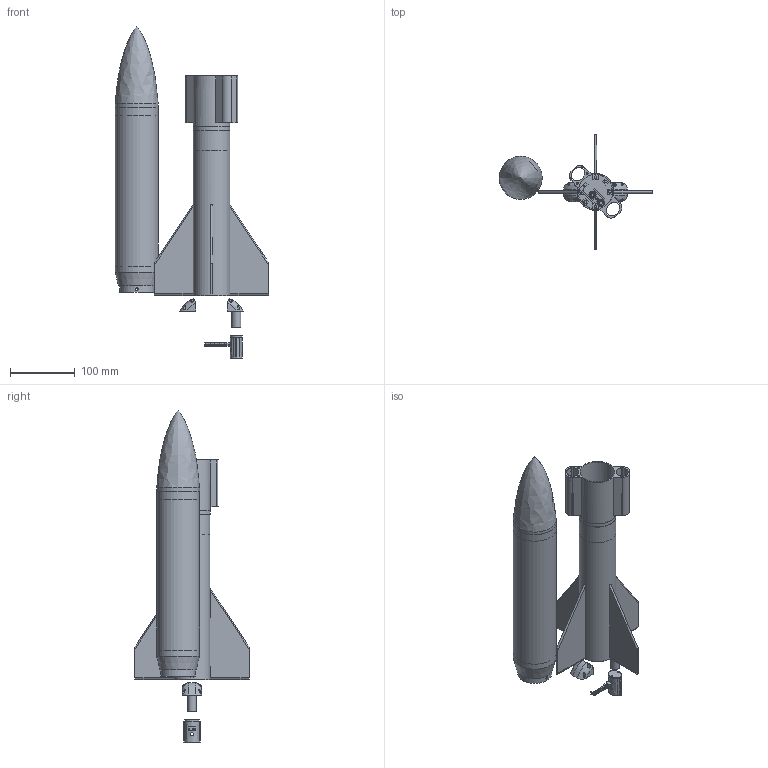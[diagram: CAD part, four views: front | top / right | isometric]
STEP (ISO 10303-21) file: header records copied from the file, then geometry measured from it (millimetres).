
FILE_DESCRIPTION(/* description */ ('STEP AP242','CAx-IF Rec.Pracs.---Representation and Presentation of Product Manufacturing Information (PMI)---4.0---2014-10-13','CAx-IF Rec.Pracs.---3D Tessellated Geometry---0.4---2014-09-14','2;1'),/* implementation_level */ '2;1');
FILE_NAME(/* name */ '66ce81543a899a044755ca19',/* time_stamp */ '2024-08-28T01:45:56Z',/* author */ (''),/* organization */ (''),/* preprocessor_version */ 'ST-DEVELOPER v20',/* originating_system */ ' ',/* authorisation */ ' ');
FILE_SCHEMA (('AP242_MANAGED_MODEL_BASED_3D_ENGINEERING_MIM_LF { 1 0 10303 442 1 1 4 }'));
Length unit declared in the file: metre
Products named in the file (14): Assembly 1; Part 1; Part 2; Part 6; Part 4; Gear; Part 7; Rack
Assembly tree (17 placements, depth 2):
  Assembly 1
    Part 1  x4
    Part 1
    Part 2
    Part 1
    Part 1
    Part 6
    Part 2
    Part 4
    Gear  x2
    Part 1
    Part 7
    Rack
    Part 1
Bounding box: 236.33 x 176.19 x 511.14 mm (x, y, z)
Volume: 323054.2 mm3; surface area: 386789.5 mm2
Topology: 17 solids, 17 shells, 648 faces, 1765 edges, 1175 vertices
Faces by surface type: plane 336, cylinder 223, bspline 87, cone 2
Full cylindrical faces by diameter (mm): 1.7 x4, 1.8 x2, 2 x6, 3 x6, 4 x14, 5 x4, 5.4 x4, 6 x4, 14 x1, 49.9 x1, 52.3 x1, 52.9 x1, 53.3 x1, 55.3 x1, 55.4 x1, 56.3 x2, 59.6 x1, 61.2 x1, 65 x2, 65.2 x1, 66 x1, 66.1 x1
Entity records: 18168 total; most frequent: CARTESIAN_POINT 6195, ORIENTED_EDGE 2376, DIRECTION 2298, EDGE_CURVE 1188, VERTEX_POINT 830, AXIS2_PLACEMENT_3D 785, LINE 728, VECTOR 728
